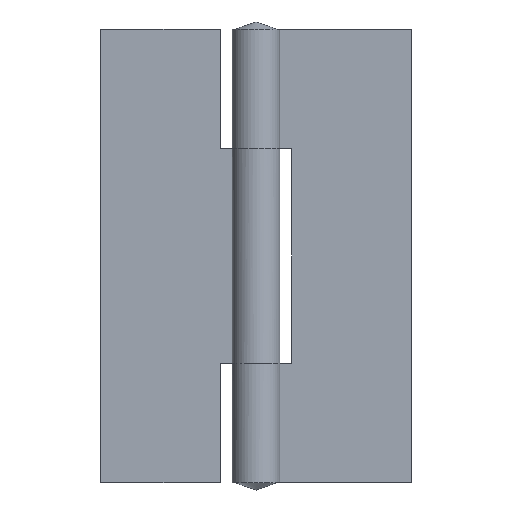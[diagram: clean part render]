
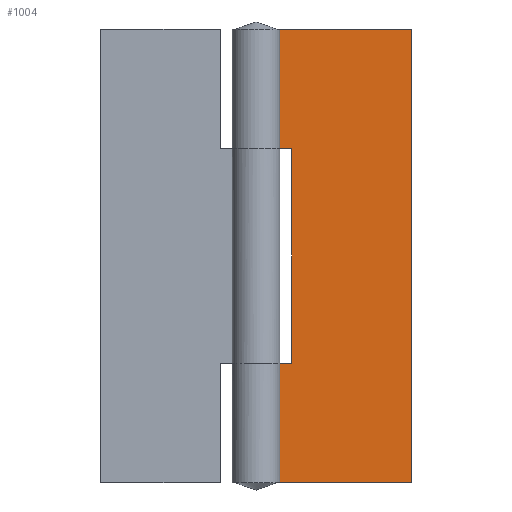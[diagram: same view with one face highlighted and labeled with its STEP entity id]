
A CAD part, front view. The second image highlights one B-rep face of the part: STEP entity #1004.
In plain terms, the highlighted free-form (B-spline) face has degree [1, 1] with [2, 2] control points.
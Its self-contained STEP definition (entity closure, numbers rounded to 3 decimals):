
#466=CARTESIAN_POINT('',(0.,1.2,10.0));
#467=VERTEX_POINT('',#466);
#468=CARTESIAN_POINT('',(3.0,1.2,10.));
#469=VERTEX_POINT('',#468);
#470=CARTESIAN_POINT('',(0.,1.2,10.0));
#471=CARTESIAN_POINT('',(3.0,1.2,10.));
#472=QUASI_UNIFORM_CURVE('',1,(#470,#471),.UNSPECIFIED.,.F.,.U.);
#473=EDGE_CURVE('',#467,#469,#472,.T.);
#571=CARTESIAN_POINT('',(3.0,1.2,28.0));
#572=VERTEX_POINT('',#571);
#573=CARTESIAN_POINT('',(3.0,1.2,10.));
#574=CARTESIAN_POINT('',(3.0,1.2,28.0));
#575=QUASI_UNIFORM_CURVE('',1,(#573,#574),.UNSPECIFIED.,.F.,.U.);
#576=EDGE_CURVE('',#469,#572,#575,.T.);
#599=CARTESIAN_POINT('',(0.,1.2,28.0));
#600=VERTEX_POINT('',#599);
#601=CARTESIAN_POINT('',(3.0,1.2,28.0));
#602=CARTESIAN_POINT('',(0.,1.2,28.0));
#603=QUASI_UNIFORM_CURVE('',1,(#601,#602),.UNSPECIFIED.,.F.,.U.);
#604=EDGE_CURVE('',#572,#600,#603,.T.);
#704=CARTESIAN_POINT('',(13.0,1.2,0.0));
#705=VERTEX_POINT('',#704);
#711=CARTESIAN_POINT('',(0.,1.2,0.0));
#712=VERTEX_POINT('',#711);
#713=CARTESIAN_POINT('',(13.0,1.2,0.0));
#714=CARTESIAN_POINT('',(0.,1.2,0.0));
#715=QUASI_UNIFORM_CURVE('',1,(#713,#714),.UNSPECIFIED.,.F.,.U.);
#716=EDGE_CURVE('',#705,#712,#715,.T.);
#848=CARTESIAN_POINT('',(0.,1.2,38.0));
#849=VERTEX_POINT('',#848);
#880=CARTESIAN_POINT('',(13.0,1.2,38.0));
#881=VERTEX_POINT('',#880);
#882=CARTESIAN_POINT('',(13.0,1.2,38.0));
#883=CARTESIAN_POINT('',(0.,1.2,38.0));
#884=QUASI_UNIFORM_CURVE('',1,(#882,#883),.UNSPECIFIED.,.F.,.U.);
#885=EDGE_CURVE('',#881,#849,#884,.T.);
#970=CARTESIAN_POINT('',(0.,1.2,10.0));
#971=CARTESIAN_POINT('',(0.,1.2,0.0));
#972=QUASI_UNIFORM_CURVE('',1,(#970,#971),.UNSPECIFIED.,.F.,.U.);
#973=EDGE_CURVE('',#467,#712,#972,.T.);
#981=CARTESIAN_POINT('',(-0.649,1.2,-1.898));
#982=CARTESIAN_POINT('',(13.649,1.2,-1.898));
#983=CARTESIAN_POINT('',(-0.649,1.2,39.898));
#984=CARTESIAN_POINT('',(13.649,1.2,39.898));
#985=B_SPLINE_SURFACE_WITH_KNOTS('',1,1,((#981,#983),(#982,#984)),.UNSPECIFIED.,.F.,.F.,.U.,(2,2),(2,2),(0.0,14.299),(0.0,41.796),.UNSPECIFIED.);
#986=ORIENTED_EDGE('',*,*,#604,.F.);
#987=ORIENTED_EDGE('',*,*,#576,.F.);
#988=ORIENTED_EDGE('',*,*,#473,.F.);
#989=ORIENTED_EDGE('',*,*,#973,.T.);
#990=ORIENTED_EDGE('',*,*,#716,.F.);
#991=CARTESIAN_POINT('',(13.0,1.2,38.0));
#992=CARTESIAN_POINT('',(13.0,1.2,0.0));
#993=QUASI_UNIFORM_CURVE('',1,(#991,#992),.UNSPECIFIED.,.F.,.U.);
#994=EDGE_CURVE('',#881,#705,#993,.T.);
#995=ORIENTED_EDGE('',*,*,#994,.F.);
#996=ORIENTED_EDGE('',*,*,#885,.T.);
#997=CARTESIAN_POINT('',(0.,1.2,38.0));
#998=CARTESIAN_POINT('',(0.,1.2,28.0));
#999=QUASI_UNIFORM_CURVE('',1,(#997,#998),.UNSPECIFIED.,.F.,.U.);
#1000=EDGE_CURVE('',#849,#600,#999,.T.);
#1001=ORIENTED_EDGE('',*,*,#1000,.T.);
#1002=EDGE_LOOP('',(#986,#987,#988,#989,#990,#995,#996,#1001));
#1003=FACE_OUTER_BOUND('',#1002,.T.);
#1004=ADVANCED_FACE('',(#1003),#985,.T.);
